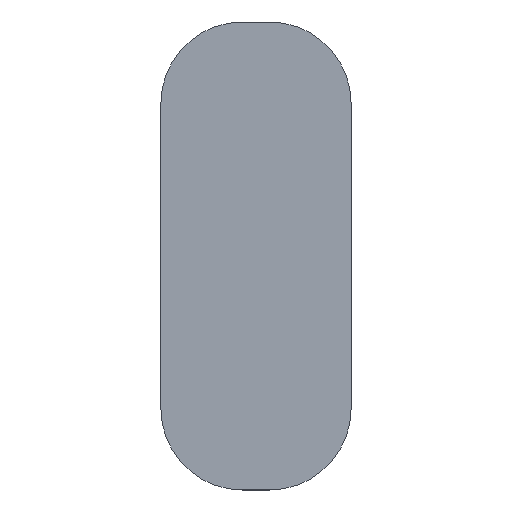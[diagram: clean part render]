
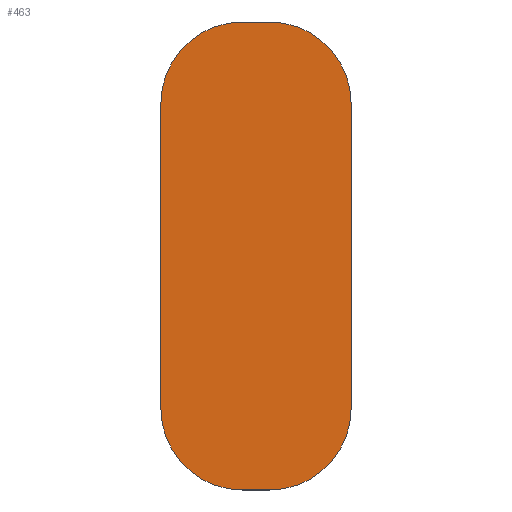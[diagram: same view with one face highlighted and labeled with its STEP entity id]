
A CAD part, top view. The second image highlights one B-rep face of the part: STEP entity #463.
In plain terms, the highlighted planar face has unit normal (0, 0, 1).
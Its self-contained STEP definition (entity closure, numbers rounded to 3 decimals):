
#32=CIRCLE('',#496,6.022);
#33=CIRCLE('',#499,6.022);
#38=CIRCLE('',#507,6.022);
#39=CIRCLE('',#510,6.022);
#73=FACE_OUTER_BOUND('',#101,.T.);
#101=EDGE_LOOP('',(#407,#408,#409,#410,#411,#412,#413,#414));
#122=LINE('',#724,#166);
#125=LINE('',#732,#169);
#132=LINE('',#757,#176);
#134=LINE('',#763,#178);
#166=VECTOR('',#585,10.);
#169=VECTOR('',#594,10.);
#176=VECTOR('',#617,10.);
#178=VECTOR('',#625,10.);
#207=VERTEX_POINT('',#716);
#208=VERTEX_POINT('',#718);
#209=VERTEX_POINT('',#722);
#210=VERTEX_POINT('',#726);
#211=VERTEX_POINT('',#730);
#220=VERTEX_POINT('',#751);
#221=VERTEX_POINT('',#755);
#222=VERTEX_POINT('',#759);
#256=EDGE_CURVE('',#208,#207,#32,.T.);
#259=EDGE_CURVE('',#209,#207,#122,.T.);
#261=EDGE_CURVE('',#209,#210,#33,.T.);
#263=EDGE_CURVE('',#211,#210,#125,.T.);
#273=EDGE_CURVE('',#211,#220,#38,.T.);
#275=EDGE_CURVE('',#221,#220,#132,.T.);
#277=EDGE_CURVE('',#221,#222,#39,.T.);
#278=EDGE_CURVE('',#208,#222,#134,.T.);
#407=ORIENTED_EDGE('',*,*,#261,.T.);
#408=ORIENTED_EDGE('',*,*,#263,.F.);
#409=ORIENTED_EDGE('',*,*,#273,.T.);
#410=ORIENTED_EDGE('',*,*,#275,.F.);
#411=ORIENTED_EDGE('',*,*,#277,.T.);
#412=ORIENTED_EDGE('',*,*,#278,.F.);
#413=ORIENTED_EDGE('',*,*,#256,.T.);
#414=ORIENTED_EDGE('',*,*,#259,.F.);
#436=PLANE('',#524);
#463=ADVANCED_FACE('',(#73),#436,.T.);
#496=AXIS2_PLACEMENT_3D('',#719,#579,#580);
#499=AXIS2_PLACEMENT_3D('',#728,#589,#590);
#507=AXIS2_PLACEMENT_3D('',#753,#612,#613);
#510=AXIS2_PLACEMENT_3D('',#761,#621,#622);
#524=AXIS2_PLACEMENT_3D('',#796,#662,#663);
#579=DIRECTION('center_axis',(0.,0.,1.));
#580=DIRECTION('ref_axis',(1.,0.,0.));
#585=DIRECTION('',(1.,0.,0.));
#589=DIRECTION('center_axis',(0.,0.,1.));
#590=DIRECTION('ref_axis',(0.,1.,0.));
#594=DIRECTION('',(0.,1.,0.));
#612=DIRECTION('center_axis',(0.,0.,1.));
#613=DIRECTION('ref_axis',(-1.,0.,0.));
#617=DIRECTION('',(-1.,0.,0.));
#621=DIRECTION('center_axis',(0.,0.,1.));
#622=DIRECTION('ref_axis',(0.,-1.,0.));
#625=DIRECTION('',(0.,-1.,0.));
#662=DIRECTION('center_axis',(0.,0.,1.));
#663=DIRECTION('ref_axis',(-1.,0.,0.));
#716=CARTESIAN_POINT('',(1.,-14.188,-22.781));
#718=CARTESIAN_POINT('',(7.022,-20.21,-22.781));
#719=CARTESIAN_POINT('Origin',(1.,-20.21,-22.781));
#722=CARTESIAN_POINT('',(-1.,-14.188,-22.781));
#724=CARTESIAN_POINT('',(-1.,-14.188,-22.781));
#726=CARTESIAN_POINT('',(-7.022,-20.21,-22.781));
#728=CARTESIAN_POINT('Origin',(-1.,-20.21,-22.781));
#730=CARTESIAN_POINT('',(-7.022,-42.71,-22.781));
#732=CARTESIAN_POINT('',(-7.022,-48.732,-22.781));
#751=CARTESIAN_POINT('',(-1.,-48.732,-22.781));
#753=CARTESIAN_POINT('Origin',(-1.,-42.71,-22.781));
#755=CARTESIAN_POINT('',(1.,-48.732,-22.781));
#757=CARTESIAN_POINT('',(1.,-48.732,-22.781));
#759=CARTESIAN_POINT('',(7.022,-42.71,-22.781));
#761=CARTESIAN_POINT('Origin',(1.,-42.71,-22.781));
#763=CARTESIAN_POINT('',(7.022,-20.21,-22.781));
#796=CARTESIAN_POINT('Origin',(0.,-31.46,-22.781));
